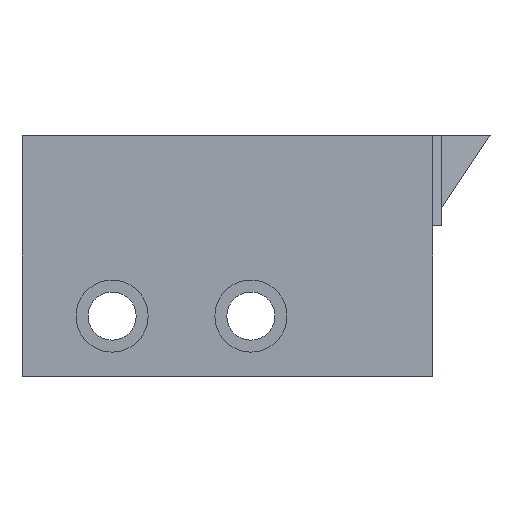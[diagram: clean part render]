
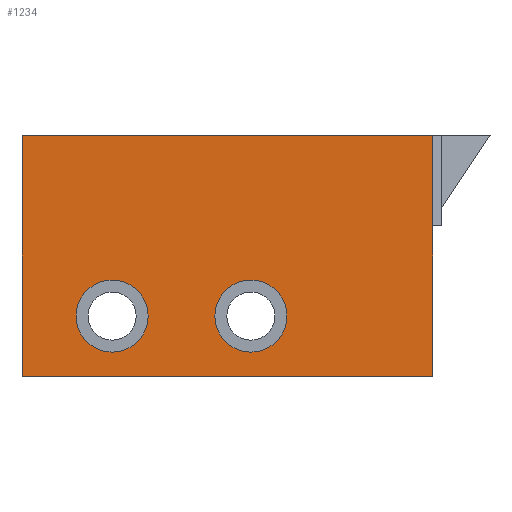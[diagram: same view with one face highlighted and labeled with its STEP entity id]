
A CAD part, front view. The second image highlights one B-rep face of the part: STEP entity #1234.
In plain terms, the highlighted planar face has unit normal (0, -1, 0).
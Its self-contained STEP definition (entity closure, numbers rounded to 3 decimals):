
#29 = DIRECTION ( 'NONE',  ( -1., 0., 0. ) ) ;
#88 = VECTOR ( 'NONE', #1562, 1000. ) ;
#100 = CARTESIAN_POINT ( 'NONE',  ( 15.282, -1.165, 3. ) ) ;
#114 = VERTEX_POINT ( 'NONE', #1939 ) ;
#123 = AXIS2_PLACEMENT_3D ( 'NONE', #2660, #1607, #1893 ) ;
#128 = DIRECTION ( 'NONE',  ( 0., -1., 0. ) ) ;
#162 = AXIS2_PLACEMENT_3D ( 'NONE', #2094, #806, #1277 ) ;
#187 = CARTESIAN_POINT ( 'NONE',  ( 0.581, -1.165, -4.2 ) ) ;
#293 = ORIENTED_EDGE ( 'NONE', *, *, #3175, .F. ) ;
#372 = ORIENTED_EDGE ( 'NONE', *, *, #1570, .T. ) ;
#432 = DIRECTION ( 'NONE',  ( 0., -1., 0. ) ) ;
#470 = EDGE_LOOP ( 'NONE', ( #849, #1386 ) ) ;
#552 = VERTEX_POINT ( 'NONE', #1970 ) ;
#604 = CARTESIAN_POINT ( 'NONE',  ( -4.04, -1.165, -4.2 ) ) ;
#629 = CARTESIAN_POINT ( 'NONE',  ( 6.628, -1.165, 3. ) ) ;
#647 = DIRECTION ( 'NONE',  ( 0., 1., 0. ) ) ;
#760 = CARTESIAN_POINT ( 'NONE',  ( 3.04, -1.165, 3. ) ) ;
#806 = DIRECTION ( 'NONE',  ( 0., -1., 0. ) ) ;
#826 = ORIENTED_EDGE ( 'NONE', *, *, #1533, .F. ) ;
#848 = VECTOR ( 'NONE', #3044, 1000. ) ;
#849 = ORIENTED_EDGE ( 'NONE', *, *, #1415, .F. ) ;
#852 = AXIS2_PLACEMENT_3D ( 'NONE', #2299, #432, #3005 ) ;
#891 = CARTESIAN_POINT ( 'NONE',  ( -4.04, -1.165, -1.8 ) ) ;
#901 = ORIENTED_EDGE ( 'NONE', *, *, #1929, .F. ) ;
#979 = EDGE_LOOP ( 'NONE', ( #826, #901 ) ) ;
#1003 = LINE ( 'NONE', #2996, #848 ) ;
#1011 = CARTESIAN_POINT ( 'NONE',  ( 7.581, -1.165, -5. ) ) ;
#1053 = LINE ( 'NONE', #760, #88 ) ;
#1065 = VERTEX_POINT ( 'NONE', #1244 ) ;
#1081 = AXIS2_PLACEMENT_3D ( 'NONE', #100, #647, #3180 ) ;
#1115 = EDGE_CURVE ( 'NONE', #552, #114, #3342, .T. ) ;
#1119 = CIRCLE ( 'NONE', #123, 1.2 ) ;
#1158 = VERTEX_POINT ( 'NONE', #891 ) ;
#1160 = CARTESIAN_POINT ( 'NONE',  ( 0.581, -1.165, -1.8 ) ) ;
#1198 = CIRCLE ( 'NONE', #162, 1.2 ) ;
#1234 = ADVANCED_FACE ( 'NONE', ( #2423, #2711, #2985 ), #1629, .F. ) ;
#1244 = CARTESIAN_POINT ( 'NONE',  ( -7.04, -1.165, 3. ) ) ;
#1277 = DIRECTION ( 'NONE',  ( 0., 0., -1. ) ) ;
#1386 = ORIENTED_EDGE ( 'NONE', *, *, #3046, .F. ) ;
#1415 = EDGE_CURVE ( 'NONE', #1914, #3022, #1198, .T. ) ;
#1417 = DIRECTION ( 'NONE',  ( 0., 0., -1. ) ) ;
#1432 = DIRECTION ( 'NONE',  ( 0., 0., -1. ) ) ;
#1533 = EDGE_CURVE ( 'NONE', #2541, #1158, #1119, .T. ) ;
#1562 = DIRECTION ( 'NONE',  ( 1., 0., 0. ) ) ;
#1570 = EDGE_CURVE ( 'NONE', #1065, #114, #2705, .T. ) ;
#1607 = DIRECTION ( 'NONE',  ( 0., -1., 0. ) ) ;
#1629 = PLANE ( 'NONE',  #1081 ) ;
#1893 = DIRECTION ( 'NONE',  ( 0., 0., -1. ) ) ;
#1914 = VERTEX_POINT ( 'NONE', #187 ) ;
#1929 = EDGE_CURVE ( 'NONE', #1158, #2541, #2752, .T. ) ;
#1939 = CARTESIAN_POINT ( 'NONE',  ( -7.04, -1.165, -5. ) ) ;
#1970 = CARTESIAN_POINT ( 'NONE',  ( 6.628, -1.165, -5. ) ) ;
#2037 = VECTOR ( 'NONE', #1417, 1000. ) ;
#2094 = CARTESIAN_POINT ( 'NONE',  ( 0.581, -1.165, -3. ) ) ;
#2251 = CIRCLE ( 'NONE', #3349, 1.2 ) ;
#2287 = VECTOR ( 'NONE', #29, 1000. ) ;
#2299 = CARTESIAN_POINT ( 'NONE',  ( -4.04, -1.165, -3. ) ) ;
#2423 = FACE_BOUND ( 'NONE', #979, .T. ) ;
#2541 = VERTEX_POINT ( 'NONE', #604 ) ;
#2634 = ORIENTED_EDGE ( 'NONE', *, *, #1115, .F. ) ;
#2637 = VERTEX_POINT ( 'NONE', #629 ) ;
#2660 = CARTESIAN_POINT ( 'NONE',  ( -4.04, -1.165, -3. ) ) ;
#2688 = CARTESIAN_POINT ( 'NONE',  ( -7.04, -1.165, -5. ) ) ;
#2705 = LINE ( 'NONE', #2688, #2037 ) ;
#2711 = FACE_BOUND ( 'NONE', #470, .T. ) ;
#2752 = CIRCLE ( 'NONE', #852, 1.2 ) ;
#2931 = EDGE_CURVE ( 'NONE', #1065, #2637, #1053, .T. ) ;
#2985 = FACE_OUTER_BOUND ( 'NONE', #3385, .T. ) ;
#2996 = CARTESIAN_POINT ( 'NONE',  ( 6.628, -1.165, 3. ) ) ;
#3005 = DIRECTION ( 'NONE',  ( 0., 0., -1. ) ) ;
#3022 = VERTEX_POINT ( 'NONE', #1160 ) ;
#3038 = ORIENTED_EDGE ( 'NONE', *, *, #2931, .F. ) ;
#3044 = DIRECTION ( 'NONE',  ( 0., 0., -1. ) ) ;
#3046 = EDGE_CURVE ( 'NONE', #3022, #1914, #2251, .T. ) ;
#3175 = EDGE_CURVE ( 'NONE', #2637, #552, #1003, .T. ) ;
#3180 = DIRECTION ( 'NONE',  ( -1., 0., 0. ) ) ;
#3224 = CARTESIAN_POINT ( 'NONE',  ( 0.581, -1.165, -3. ) ) ;
#3342 = LINE ( 'NONE', #1011, #2287 ) ;
#3349 = AXIS2_PLACEMENT_3D ( 'NONE', #3224, #128, #1432 ) ;
#3385 = EDGE_LOOP ( 'NONE', ( #2634, #293, #3038, #372 ) ) ;
